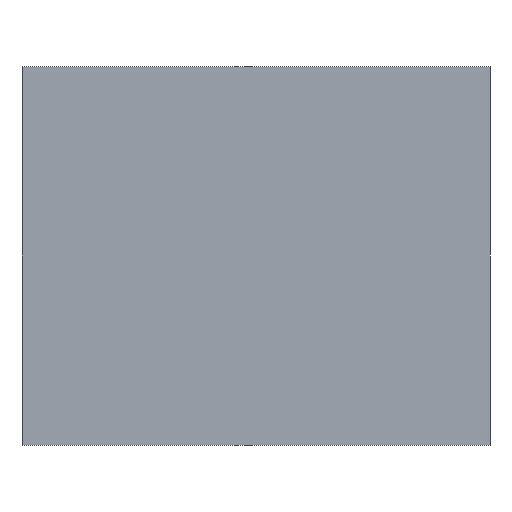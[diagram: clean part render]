
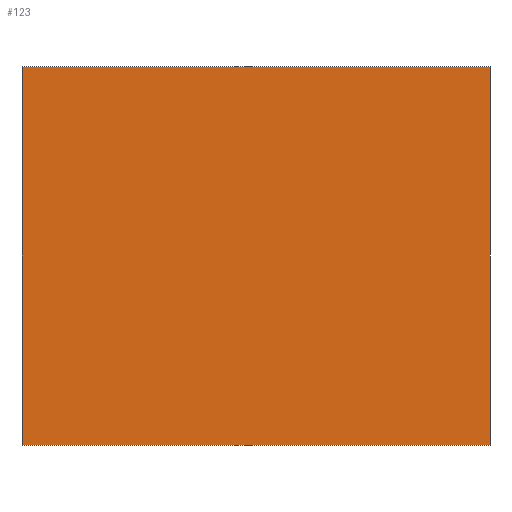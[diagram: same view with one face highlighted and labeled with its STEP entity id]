
A CAD part, left-side view. The second image highlights one B-rep face of the part: STEP entity #123.
In plain terms, the highlighted planar face has unit normal (-1, 0, 0).
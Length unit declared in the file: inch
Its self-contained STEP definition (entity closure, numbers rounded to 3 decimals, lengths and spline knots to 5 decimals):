
#17=FACE_OUTER_BOUND('',#24,.T.);
#24=EDGE_LOOP('',(#94,#95,#96,#97));
#29=LINE('',#184,#44);
#36=LINE('',#199,#51);
#39=LINE('',#204,#54);
#40=LINE('',#205,#55);
#44=VECTOR('',#153,0.3937);
#51=VECTOR('',#162,0.3937);
#54=VECTOR('',#167,0.3937);
#55=VECTOR('',#168,0.3937);
#59=VERTEX_POINT('',#182);
#60=VERTEX_POINT('',#183);
#66=VERTEX_POINT('',#196);
#67=VERTEX_POINT('',#198);
#69=EDGE_CURVE('',#59,#60,#29,.T.);
#76=EDGE_CURVE('',#66,#67,#36,.T.);
#79=EDGE_CURVE('',#59,#67,#39,.T.);
#80=EDGE_CURVE('',#66,#60,#40,.T.);
#94=ORIENTED_EDGE('',*,*,#69,.F.);
#95=ORIENTED_EDGE('',*,*,#79,.T.);
#96=ORIENTED_EDGE('',*,*,#76,.F.);
#97=ORIENTED_EDGE('',*,*,#80,.T.);
#116=PLANE('',#144);
#123=ADVANCED_FACE('',(#17),#116,.F.);
#144=AXIS2_PLACEMENT_3D('',#203,#165,#166);
#153=DIRECTION('',(0.,0.,1.));
#162=DIRECTION('',(0.,0.,-1.));
#165=DIRECTION('center_axis',(1.,0.,0.));
#166=DIRECTION('ref_axis',(0.,-1.,0.));
#167=DIRECTION('',(0.,-1.,0.));
#168=DIRECTION('',(0.,1.,0.));
#182=CARTESIAN_POINT('',(-108.625,308.525,-18.));
#183=CARTESIAN_POINT('',(-108.625,308.525,0.));
#184=CARTESIAN_POINT('',(-108.625,308.525,-9.25));
#196=CARTESIAN_POINT('',(-108.625,286.275,0.));
#198=CARTESIAN_POINT('',(-108.625,286.275,-18.));
#199=CARTESIAN_POINT('',(-108.625,286.275,0.));
#203=CARTESIAN_POINT('Origin',(-108.625,308.775,0.));
#204=CARTESIAN_POINT('',(-108.625,303.0875,-18.));
#205=CARTESIAN_POINT('',(-108.625,286.025,0.));
